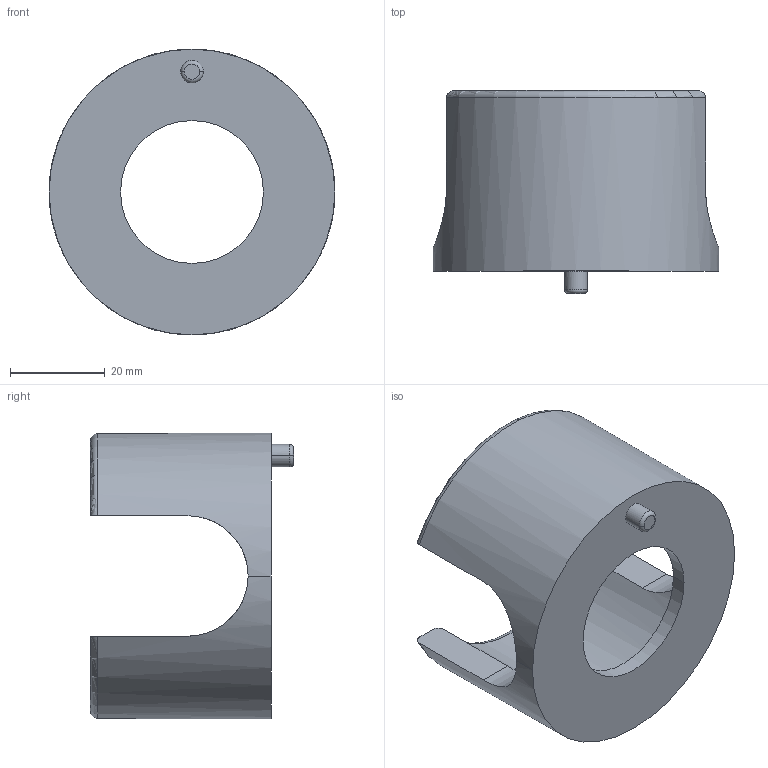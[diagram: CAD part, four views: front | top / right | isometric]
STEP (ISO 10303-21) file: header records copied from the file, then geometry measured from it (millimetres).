
FILE_DESCRIPTION((''),'2;1');
FILE_NAME('9001K56RM_ASM','2021-05-28T16:50:01',('SESA592305'),('Schneider-Electric'),'CREO PARAMETRIC BY PTC INC, 2019471','CREO PARAMETRIC BY PTC INC, 2019471','');
FILE_SCHEMA(('AP242_MANAGED_MODEL_BASED_3D_ENGINEERING_MIM_LF { 1 0 10303 442 1 1 4 }'));
Products named in the file (2): 9001K56YM_3D; 9001K56RM_ASM
Assembly tree (1 placements, depth 2):
  9001K56RM_ASM
    9001K56YM_3D
Bounding box: 60.33 x 42.85 x 60.33 mm (x, y, z)
Volume: 34148 mm3; surface area: 14514.2 mm2
Topology: 1 solids, 1 shells, 25 faces, 72 edges, 52 vertices
Faces by surface type: cylinder 10, plane 9, torus 6
Entity records: 107890 total; most frequent: CARTESIAN_POINT 79640, POLYLINE 26726, DIRECTION 258, ORIENTED_EDGE 140, AXIS2_PLACEMENT_3D 116, PROPERTY_DEFINITION 71, EDGE_CURVE 70, REPRESENTATION 70
